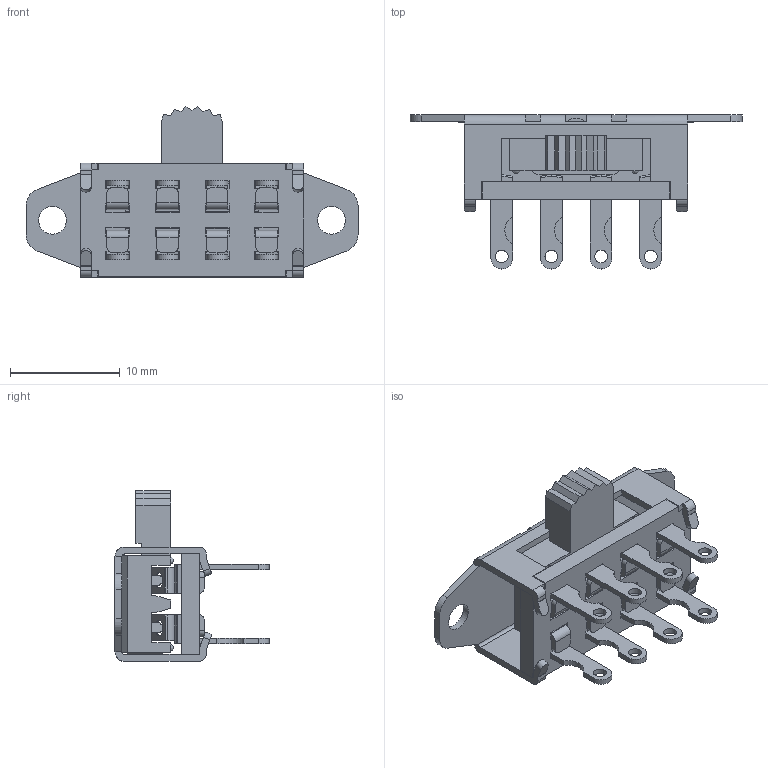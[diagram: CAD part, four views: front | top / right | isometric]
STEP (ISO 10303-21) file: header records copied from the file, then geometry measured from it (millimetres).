
FILE_DESCRIPTION(/* description */ (''),/* implementation_level */ '2;1');
FILE_NAME(/* name */ 'GI-154-0000_3D Model.stp',/* time_stamp */ '2023-10-02T10:26:15-04:00',/* author */ ('dwiltbank'),/* organization */ (''),/* preprocessor_version */ 'ST-DEVELOPER v19.2',/* originating_system */ 'Autodesk Inventor 2024',/* authorisation */ '');
FILE_SCHEMA (('AUTOMOTIVE_DESIGN { 1 0 10303 214 3 1 1 }'));
Length unit declared in the file: inch
Products named in the file (1): GI-154-0000_Shrinkwrap_1
Bounding box: 30.23 x 14.03 x 15.55 mm (x, y, z)
Volume: 1094 mm3; surface area: 2656.6 mm2
Topology: 1 solids, 1 shells, 617 faces, 1918 edges, 1270 vertices
Faces by surface type: plane 409, cylinder 204, bspline 4
Full cylindrical faces by diameter (mm): 1.168 x8, 1.6 x4, 2.54 x2
Entity records: 22301 total; most frequent: CARTESIAN_POINT 3950, ORIENTED_EDGE 3836, DIRECTION 3579, EDGE_CURVE 1918, LINE 1469, VECTOR 1469, VERTEX_POINT 1270, AXIS2_PLACEMENT_3D 1055
